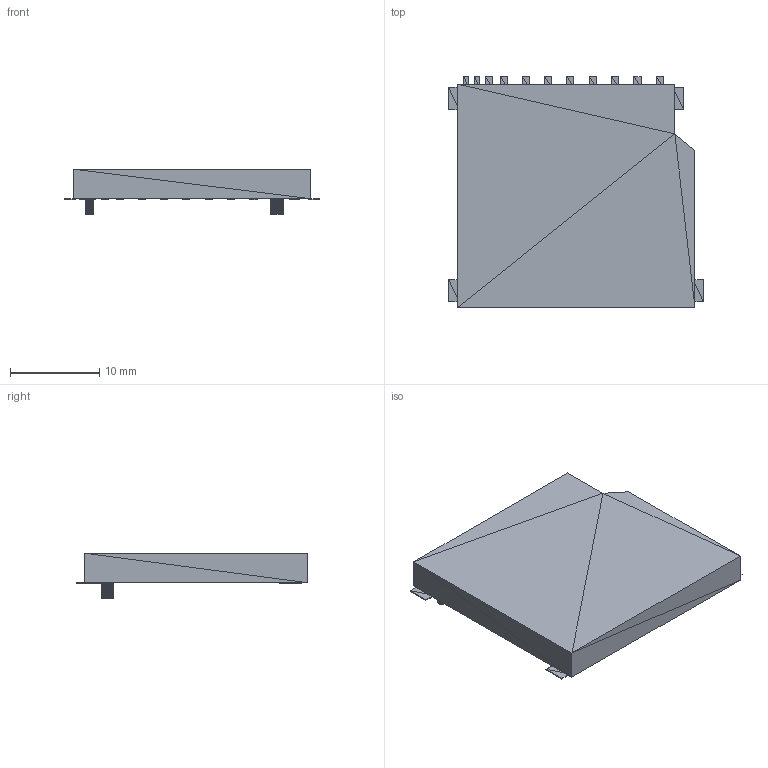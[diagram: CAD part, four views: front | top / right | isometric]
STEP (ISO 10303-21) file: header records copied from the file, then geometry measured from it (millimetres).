
FILE_DESCRIPTION(('CAx-IF Rec.Pracs.---Model Styling and Organization---1.5---2016-08-15','CAx-IF Rec.Pracs.---Geometric and Assembly Validation Properties---4.4---2016-08-17','CAx-IF Rec.Pracs.---User Defined Attributes---1.5---2016-08-15','CAx-IF Rec.Pracs.---External References---2.1---2005-01-19'),'2;1');
FILE_NAME('2041021-4.stp','2020-07-19T16:40:52',('Unspecified'),('Unspecified'),'CAD Exchanger 3.8.1 (cadexchanger.com)','Unspecified','');
FILE_SCHEMA(('AUTOMOTIVE_DESIGN { 1 0 10303 214 1 1 1 1 }'));
Length unit declared in the file: millimetre
Products named in the file (7): __1; ASSEMBLY; __3; Body; Pins; Lugs
Assembly tree (7 placements, depth 5):
  (unnamed)
    __1
      ASSEMBLY
        __3
          Body
        Pins
        Lugs  x2
Bounding box: 28.5 x 25.88 x 5.1 mm (x, y, z)
Surface area: 1725.3 mm2 (no closed solid volume)
Topology: 0 solids, 760 shells, 760 faces, 2280 edges, 2280 vertices
Faces by surface type: plane 760
Entity records: 5555 total; most frequent: CARTESIAN_POINT 1922, DIRECTION 964, AXIS2_PLACEMENT_3D 482, FACE_SURFACE 480, FACE_OUTER_BOUND 480, POLY_LOOP 480, PLANE 480, FACETED_BREP 18
